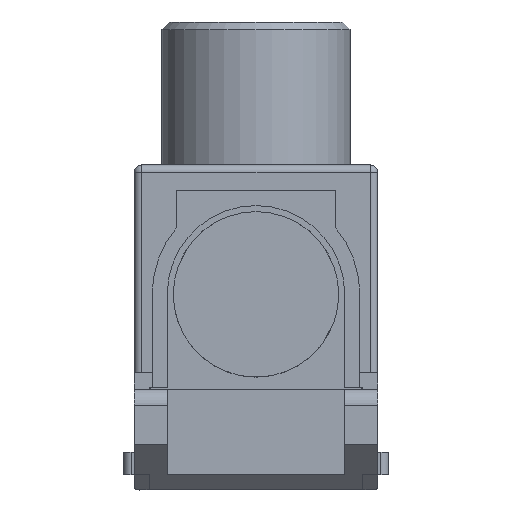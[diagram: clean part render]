
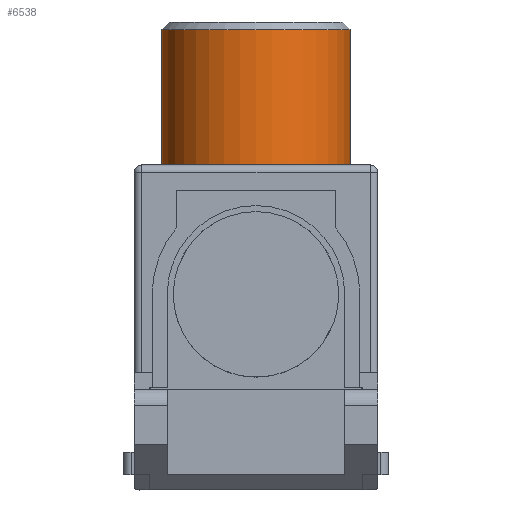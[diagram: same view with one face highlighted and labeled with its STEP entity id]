
A CAD part, front view. The second image highlights one B-rep face of the part: STEP entity #6538.
In plain terms, the highlighted cylindrical face has radius 6.25 mm (diameter 12.5 mm), a partial arc.
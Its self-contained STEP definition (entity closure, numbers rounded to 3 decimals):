
#561=CARTESIAN_POINT('',(-59.555,2.027,74.266));
#562=DIRECTION('',(0.,0.,-1.));
#563=DIRECTION('',(1.,0.,0.));
#564=AXIS2_PLACEMENT_3D('',#561,#562,#563);
#2290=DIRECTION('',(0.,0.,1.));
#2291=VECTOR('',#2290,9.);
#2292=CARTESIAN_POINT('',(-53.305,2.027,74.266));
#2293=LINE('',#2292,#2291);
#2294=DIRECTION('',(0.,0.,1.));
#2295=VECTOR('',#2294,9.);
#2296=CARTESIAN_POINT('',(-65.805,2.027,74.266));
#2297=LINE('',#2296,#2295);
#2327=CARTESIAN_POINT('',(-59.555,2.027,83.266));
#2328=DIRECTION('',(0.,0.,1.));
#2329=DIRECTION('',(-1.,0.,0.));
#2330=AXIS2_PLACEMENT_3D('',#2327,#2328,#2329);
#3547=CARTESIAN_POINT('',(-65.805,2.027,83.266));
#3549=VERTEX_POINT('',#3547);
#3551=CARTESIAN_POINT('',(-53.305,2.027,83.266));
#3553=VERTEX_POINT('',#3551);
#3554=CARTESIAN_POINT('',(-65.805,2.027,74.266));
#3555=VERTEX_POINT('',#3554);
#3556=CARTESIAN_POINT('',(-53.305,2.027,74.266));
#3557=VERTEX_POINT('',#3556);
#6524=CARTESIAN_POINT('',(-59.555,2.027,73.666));
#6525=DIRECTION('',(0.,0.,1.));
#6526=DIRECTION('',(-1.,0.,0.));
#6527=AXIS2_PLACEMENT_3D('',#6524,#6525,#6526);
#6528=CYLINDRICAL_SURFACE('',#6527,6.25);
#6529=ORIENTED_EDGE('',*,*,#4357,.T.);
#6531=ORIENTED_EDGE('',*,*,#6530,.T.);
#6533=ORIENTED_EDGE('',*,*,#6532,.T.);
#6535=ORIENTED_EDGE('',*,*,#6534,.F.);
#6536=EDGE_LOOP('',(#6529,#6531,#6533,#6535));
#6537=FACE_OUTER_BOUND('',#6536,.F.);
#6538=ADVANCED_FACE('',(#6537),#6528,.T.);
#565=CIRCLE('',#564,6.25);
#2331=CIRCLE('',#2330,6.25);
#4357=EDGE_CURVE('',#3557,#3555,#565,.T.);
#6530=EDGE_CURVE('',#3555,#3549,#2297,.T.);
#6532=EDGE_CURVE('',#3549,#3553,#2331,.T.);
#6534=EDGE_CURVE('',#3557,#3553,#2293,.T.);
